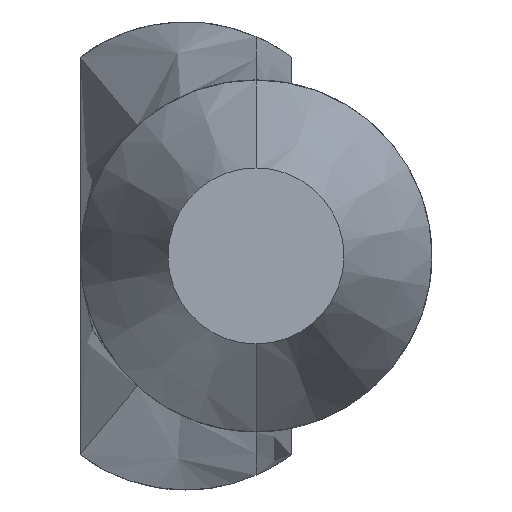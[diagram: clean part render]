
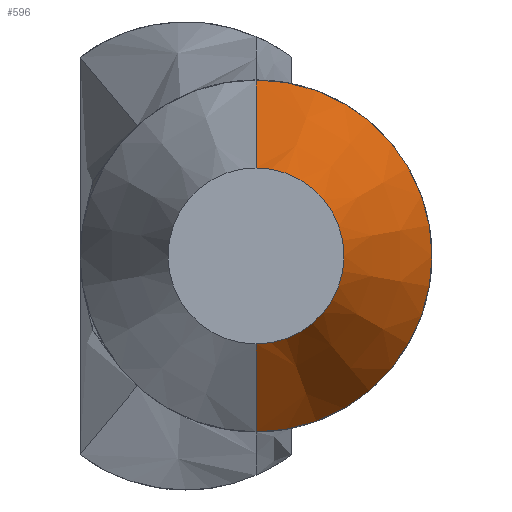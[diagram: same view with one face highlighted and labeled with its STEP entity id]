
A CAD part, front view. The second image highlights one B-rep face of the part: STEP entity #596.
In plain terms, the highlighted conical face has half-angle 19.654 degrees and reference radius 5 mm.
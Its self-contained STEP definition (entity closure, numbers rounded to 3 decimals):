
#24 = AXIS2_PLACEMENT_3D ( 'NONE', #1051, #537, #339 ) ;
#32 = CARTESIAN_POINT ( 'NONE',  ( 0., 194.5, 5. ) ) ;
#120 = DIRECTION ( 'NONE',  ( 0., -1., 0. ) ) ;
#178 = DIRECTION ( 'NONE',  ( 0., 0.942, -0.336 ) ) ;
#183 = CARTESIAN_POINT ( 'NONE',  ( 0., 194.5, 5. ) ) ;
#211 = AXIS2_PLACEMENT_3D ( 'NONE', #1048, #355, #616 ) ;
#218 = VERTEX_POINT ( 'NONE', #32 ) ;
#220 = EDGE_LOOP ( 'NONE', ( #483, #743, #479, #1098 ) ) ;
#249 = CIRCLE ( 'NONE', #211, 5. ) ;
#303 = VERTEX_POINT ( 'NONE', #1019 ) ;
#339 = DIRECTION ( 'NONE',  ( 0., 0., 1. ) ) ;
#341 = DIRECTION ( 'NONE',  ( 0., 0.942, 0.336 ) ) ;
#355 = DIRECTION ( 'NONE',  ( 0., 1., 0. ) ) ;
#479 = ORIENTED_EDGE ( 'NONE', *, *, #545, .F. ) ;
#483 = ORIENTED_EDGE ( 'NONE', *, *, #710, .F. ) ;
#527 = EDGE_CURVE ( 'NONE', #759, #218, #1057, .T. ) ;
#537 = DIRECTION ( 'NONE',  ( 0., 1., 0. ) ) ;
#545 = EDGE_CURVE ( 'NONE', #218, #810, #249, .T. ) ;
#596 = ADVANCED_FACE ( 'NONE', ( #686 ), #998, .T. ) ;
#597 = EDGE_CURVE ( 'NONE', #303, #810, #605, .T. ) ;
#605 = LINE ( 'NONE', #609, #731 ) ;
#609 = CARTESIAN_POINT ( 'NONE',  ( 0., 194.5, -5. ) ) ;
#616 = DIRECTION ( 'NONE',  ( 0., 0., 1. ) ) ;
#657 = CIRCLE ( 'NONE', #942, 2.5 ) ;
#686 = FACE_OUTER_BOUND ( 'NONE', #220, .T. ) ;
#710 = EDGE_CURVE ( 'NONE', #303, #759, #657, .T. ) ;
#731 = VECTOR ( 'NONE', #178, 1000. ) ;
#734 = CARTESIAN_POINT ( 'NONE',  ( 0., 187.5, 2.5 ) ) ;
#743 = ORIENTED_EDGE ( 'NONE', *, *, #597, .T. ) ;
#759 = VERTEX_POINT ( 'NONE', #734 ) ;
#809 = VECTOR ( 'NONE', #341, 1000. ) ;
#810 = VERTEX_POINT ( 'NONE', #893 ) ;
#821 = CARTESIAN_POINT ( 'NONE',  ( 0., 187.5, 0. ) ) ;
#893 = CARTESIAN_POINT ( 'NONE',  ( 0., 194.5, -5. ) ) ;
#897 = DIRECTION ( 'NONE',  ( 0., 0., 1. ) ) ;
#942 = AXIS2_PLACEMENT_3D ( 'NONE', #821, #120, #897 ) ;
#998 = CONICAL_SURFACE ( 'NONE', #24, 5., 0.343 ) ;
#1019 = CARTESIAN_POINT ( 'NONE',  ( 0., 187.5, -2.5 ) ) ;
#1048 = CARTESIAN_POINT ( 'NONE',  ( 0., 194.5, 0. ) ) ;
#1051 = CARTESIAN_POINT ( 'NONE',  ( 0., 194.5, 0. ) ) ;
#1057 = LINE ( 'NONE', #183, #809 ) ;
#1098 = ORIENTED_EDGE ( 'NONE', *, *, #527, .F. ) ;
